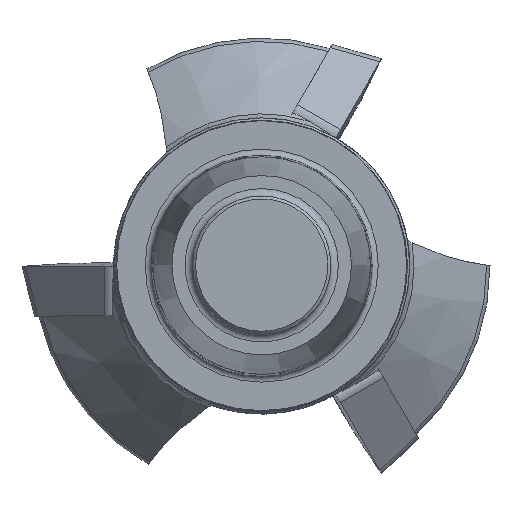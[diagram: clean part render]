
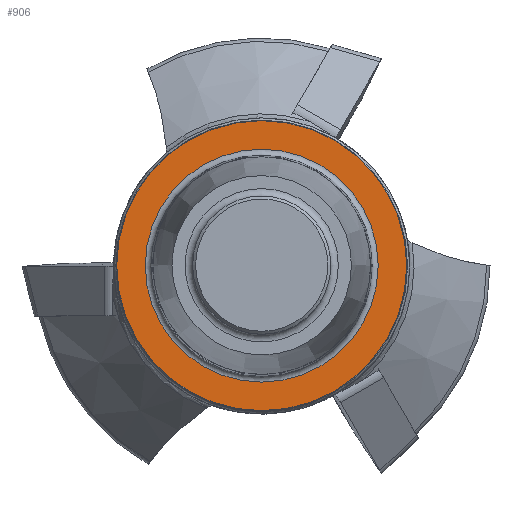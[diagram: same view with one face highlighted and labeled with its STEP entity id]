
A CAD part, top view. The second image highlights one B-rep face of the part: STEP entity #906.
In plain terms, the highlighted planar face has unit normal (0, 0, 1).
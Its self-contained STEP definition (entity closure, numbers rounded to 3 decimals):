
#144=FACE_BOUND('',#1378,.T.);
#145=FACE_BOUND('',#1379,.T.);
#282=PLANE('',#4404);
#906=ADVANCED_FACE('',(#144,#145),#282,.F.);
#1378=EDGE_LOOP('',(#2143));
#1379=EDGE_LOOP('',(#2144));
#2143=ORIENTED_EDGE('',*,*,#3646,.T.);
#2144=ORIENTED_EDGE('',*,*,#3645,.F.);
#3196=VERTEX_POINT('',#6741);
#3197=VERTEX_POINT('',#6744);
#3645=EDGE_CURVE('',#3196,#3196,#4112,.T.);
#3646=EDGE_CURVE('',#3197,#3197,#4113,.T.);
#4112=CIRCLE('',#4401,9.65);
#4113=CIRCLE('',#4403,7.75);
#4401=AXIS2_PLACEMENT_3D('',#6740,#4962,#4963);
#4403=AXIS2_PLACEMENT_3D('',#6743,#4966,#4967);
#4404=AXIS2_PLACEMENT_3D('',#6745,#4968,#4969);
#4962=DIRECTION('',(0.,0.,-1.));
#4963=DIRECTION('',(-1.,0.,0.));
#4966=DIRECTION('',(0.,0.,-1.));
#4967=DIRECTION('',(-1.,0.,0.));
#4968=DIRECTION('',(0.,0.,-1.));
#4969=DIRECTION('',(1.,0.,0.));
#6740=CARTESIAN_POINT('',(0.,0.,0.));
#6741=CARTESIAN_POINT('',(-9.65,0.,0.));
#6743=CARTESIAN_POINT('',(0.,0.,0.));
#6744=CARTESIAN_POINT('',(-7.75,0.,0.));
#6745=CARTESIAN_POINT('',(-7.365,0.,0.));
